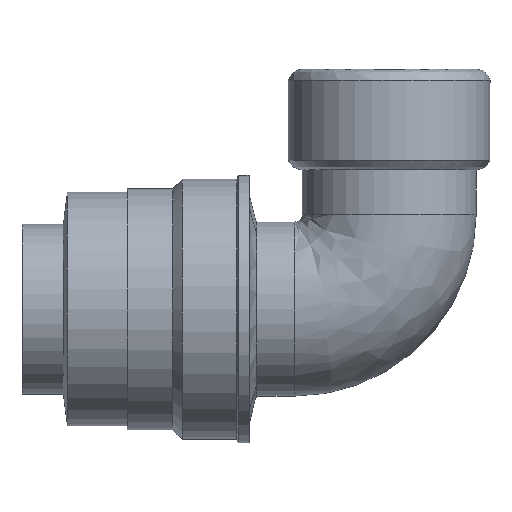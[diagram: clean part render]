
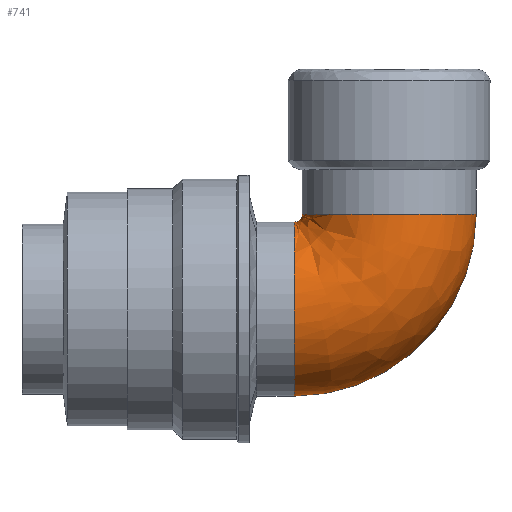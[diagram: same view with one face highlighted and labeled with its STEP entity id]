
A CAD part, top view. The second image highlights one B-rep face of the part: STEP entity #741.
In plain terms, the highlighted free-form (B-spline) face has degree [2, 2] with [5, 3] control points.
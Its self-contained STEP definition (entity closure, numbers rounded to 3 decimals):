
#77=(
BOUNDED_SURFACE()
B_SPLINE_SURFACE(2,2,((#1389,#1390,#1391),(#1392,#1393,#1394),(#1395,#1396,
#1397),(#1398,#1399,#1400),(#1401,#1402,#1403)),.UNSPECIFIED.,.F.,.F.,.F.)
B_SPLINE_SURFACE_WITH_KNOTS((3,2,3),(3,3),(3.142,4.712,
6.283),(0.,1.571),.UNSPECIFIED.)
GEOMETRIC_REPRESENTATION_ITEM()
RATIONAL_B_SPLINE_SURFACE(((1.,0.707,1.),(0.707,
0.5,0.707),(1.,0.707,1.),(0.707,0.5,
0.707),(1.,0.707,1.)))
REPRESENTATION_ITEM('')
SURFACE()
);
#138=FACE_OUTER_BOUND('',#188,.T.);
#188=EDGE_LOOP('',(#600,#601,#602,#603));
#311=CIRCLE('',#824,20.5);
#313=CIRCLE('',#827,1.827);
#314=CIRCLE('',#828,42.827);
#315=CIRCLE('',#829,20.5);
#358=VERTEX_POINT('',#1382);
#359=VERTEX_POINT('',#1384);
#360=VERTEX_POINT('',#1404);
#361=VERTEX_POINT('',#1406);
#439=EDGE_CURVE('',#358,#359,#311,.T.);
#442=EDGE_CURVE('',#360,#359,#313,.T.);
#443=EDGE_CURVE('',#358,#361,#314,.T.);
#444=EDGE_CURVE('',#361,#360,#315,.T.);
#600=ORIENTED_EDGE('',*,*,#442,.T.);
#601=ORIENTED_EDGE('',*,*,#439,.F.);
#602=ORIENTED_EDGE('',*,*,#443,.T.);
#603=ORIENTED_EDGE('',*,*,#444,.T.);
#741=ADVANCED_FACE('',(#138),#77,.F.);
#824=AXIS2_PLACEMENT_3D('',#1385,#1023,#1024);
#827=AXIS2_PLACEMENT_3D('',#1405,#1030,#1031);
#828=AXIS2_PLACEMENT_3D('',#1407,#1032,#1033);
#829=AXIS2_PLACEMENT_3D('',#1408,#1034,#1035);
#1023=DIRECTION('center_axis',(1.,0.,0.));
#1024=DIRECTION('ref_axis',(0.,-1.,0.));
#1030=DIRECTION('center_axis',(0.,0.,-1.));
#1031=DIRECTION('ref_axis',(0.,1.,0.));
#1032=DIRECTION('center_axis',(0.,0.,1.));
#1033=DIRECTION('ref_axis',(0.,1.,0.));
#1034=DIRECTION('center_axis',(0.,1.,0.));
#1035=DIRECTION('ref_axis',(1.,0.,0.));
#1382=CARTESIAN_POINT('',(22.327,9.,0.));
#1384=CARTESIAN_POINT('',(22.327,-32.,0.));
#1385=CARTESIAN_POINT('Origin',(22.327,-11.5,0.));
#1389=CARTESIAN_POINT('Ctrl Pts',(22.327,9.,0.));
#1390=CARTESIAN_POINT('Ctrl Pts',(-20.5,9.,0.));
#1391=CARTESIAN_POINT('Ctrl Pts',(-20.5,-33.827,0.));
#1392=CARTESIAN_POINT('Ctrl Pts',(22.327,9.,20.5));
#1393=CARTESIAN_POINT('Ctrl Pts',(-20.5,9.,20.5));
#1394=CARTESIAN_POINT('Ctrl Pts',(-20.5,-33.827,20.5));
#1395=CARTESIAN_POINT('Ctrl Pts',(22.327,-11.5,20.5));
#1396=CARTESIAN_POINT('Ctrl Pts',(0.,-11.5,20.5));
#1397=CARTESIAN_POINT('Ctrl Pts',(0.,-33.827,
20.5));
#1398=CARTESIAN_POINT('Ctrl Pts',(22.327,-32.,20.5));
#1399=CARTESIAN_POINT('Ctrl Pts',(20.5,-32.,20.5));
#1400=CARTESIAN_POINT('Ctrl Pts',(20.5,-33.827,20.5));
#1401=CARTESIAN_POINT('Ctrl Pts',(22.327,-32.,0.));
#1402=CARTESIAN_POINT('Ctrl Pts',(20.5,-32.,0.));
#1403=CARTESIAN_POINT('Ctrl Pts',(20.5,-33.827,0.));
#1404=CARTESIAN_POINT('',(20.5,-33.827,0.));
#1405=CARTESIAN_POINT('Origin',(22.327,-33.827,0.));
#1406=CARTESIAN_POINT('',(-20.5,-33.827,0.));
#1407=CARTESIAN_POINT('Origin',(22.327,-33.827,0.));
#1408=CARTESIAN_POINT('Origin',(0.,-33.827,
0.));
